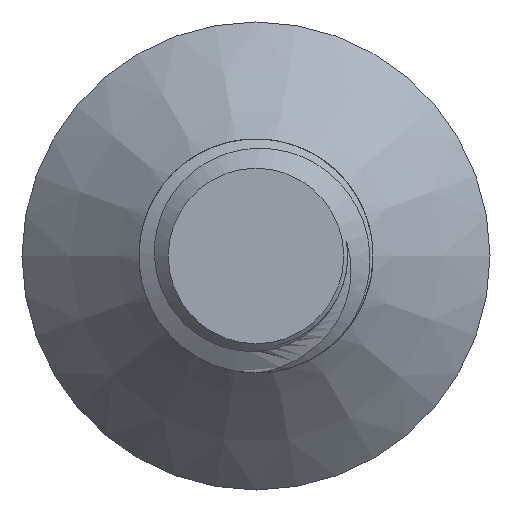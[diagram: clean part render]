
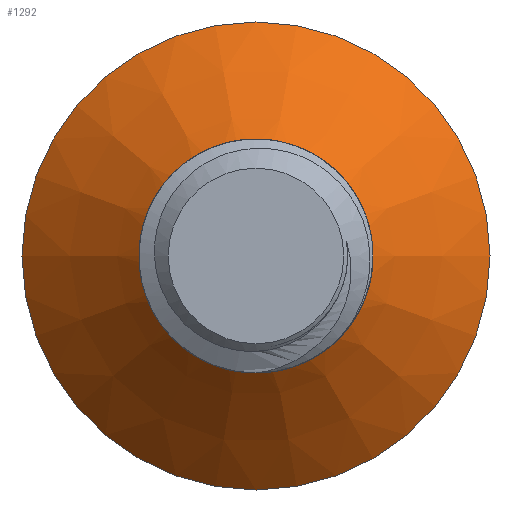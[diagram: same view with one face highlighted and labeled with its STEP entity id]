
A CAD part, left-side view. The second image highlights one B-rep face of the part: STEP entity #1292.
In plain terms, the highlighted conical face has half-angle 45 degrees and reference radius 3 mm.
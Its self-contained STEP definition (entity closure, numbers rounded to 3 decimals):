
#38=CONICAL_SURFACE('',#1384,3.,0.785);
#98=FACE_OUTER_BOUND('',#172,.T.);
#172=EDGE_LOOP('',(#994,#995,#996,#997,#998,#999,#1000,#1001));
#194=CIRCLE('',#1329,3.);
#197=CIRCLE('',#1385,6.);
#198=CIRCLE('',#1386,2.35);
#311=B_SPLINE_CURVE_WITH_KNOTS('',3,(#5549,#5550,#5551,#5552,#5553,#5554,
#5555,#5556,#5557,#5558,#5559,#5560,#5561,#5562,#5563,#5564,#5565,#5566,
#5567,#5568,#5569,#5570,#5571,#5572),.UNSPECIFIED.,.F.,.F.,(4,2,2,2,2,2,
2,2,2,2,2,4),(0.581,0.588,0.639,0.677,
0.705,0.725,0.741,0.752,
0.76,0.768,0.772,0.775),
 .UNSPECIFIED.);
#312=B_SPLINE_CURVE_WITH_KNOTS('',3,(#5574,#5575,#5576,#5577,#5578,#5579,
#5580,#5581,#5582,#5583,#5584,#5585,#5586,#5587),.UNSPECIFIED.,.F.,.F.,
(4,2,2,2,2,2,4),(0.,0.083,0.149,
0.217,0.252,0.306,0.356),
 .UNSPECIFIED.);
#313=B_SPLINE_CURVE_WITH_KNOTS('',3,(#5590,#5591,#5592,#5593,#5594,#5595,
#5596,#5597,#5598,#5599,#5600,#5601,#5602,#5603,#5604,#5605,#5606,#5607),
 .UNSPECIFIED.,.F.,.F.,(4,2,2,2,2,2,2,2,4),(0.,0.062,
0.127,0.223,0.31,0.392,
0.463,0.529,0.581),.UNSPECIFIED.);
#373=LINE('',#5548,#440);
#440=VECTOR('',#1586,3.);
#457=VERTEX_POINT('',#1663);
#458=VERTEX_POINT('',#1674);
#565=VERTEX_POINT('',#5545);
#566=VERTEX_POINT('',#5547);
#567=VERTEX_POINT('',#5573);
#568=VERTEX_POINT('',#5588);
#586=EDGE_CURVE('',#458,#457,#194,.T.);
#744=EDGE_CURVE('',#565,#565,#197,.T.);
#745=EDGE_CURVE('',#565,#566,#373,.T.);
#746=EDGE_CURVE('',#566,#458,#311,.T.);
#747=EDGE_CURVE('',#457,#567,#312,.T.);
#748=EDGE_CURVE('',#567,#568,#198,.T.);
#749=EDGE_CURVE('',#568,#566,#313,.T.);
#994=ORIENTED_EDGE('',*,*,#744,.F.);
#995=ORIENTED_EDGE('',*,*,#745,.T.);
#996=ORIENTED_EDGE('',*,*,#746,.T.);
#997=ORIENTED_EDGE('',*,*,#586,.T.);
#998=ORIENTED_EDGE('',*,*,#747,.T.);
#999=ORIENTED_EDGE('',*,*,#748,.T.);
#1000=ORIENTED_EDGE('',*,*,#749,.T.);
#1001=ORIENTED_EDGE('',*,*,#745,.F.);
#1292=ADVANCED_FACE('',(#98),#38,.T.);
#1329=AXIS2_PLACEMENT_3D('',#1675,#1421,#1422);
#1384=AXIS2_PLACEMENT_3D('',#5544,#1582,#1583);
#1385=AXIS2_PLACEMENT_3D('',#5546,#1584,#1585);
#1386=AXIS2_PLACEMENT_3D('',#5589,#1587,#1588);
#1421=DIRECTION('center_axis',(0.,0.,1.));
#1422=DIRECTION('ref_axis',(0.,-1.,0.));
#1582=DIRECTION('center_axis',(0.,0.,1.));
#1583=DIRECTION('ref_axis',(0.,-1.,0.));
#1584=DIRECTION('center_axis',(0.,0.,1.));
#1585=DIRECTION('ref_axis',(0.,-1.,0.));
#1586=DIRECTION('',(0.,-0.707,-0.707));
#1587=DIRECTION('center_axis',(0.,0.,1.));
#1588=DIRECTION('ref_axis',(1.,0.,0.));
#1663=CARTESIAN_POINT('',(2.851,-0.933,-3.3));
#1674=CARTESIAN_POINT('',(1.357,-2.676,-3.3));
#1675=CARTESIAN_POINT('Origin',(0.,0.,-3.3));
#5544=CARTESIAN_POINT('Origin',(0.,0.,-3.3));
#5545=CARTESIAN_POINT('',(0.,6.,-0.3));
#5546=CARTESIAN_POINT('Origin',(0.,0.,-0.3));
#5547=CARTESIAN_POINT('',(0.,2.635,-3.665));
#5548=CARTESIAN_POINT('',(0.,3.,-3.3));
#5549=CARTESIAN_POINT('Ctrl Pts',(0.,2.635,
-3.665));
#5550=CARTESIAN_POINT('Ctrl Pts',(-0.047,2.637,
-3.663));
#5551=CARTESIAN_POINT('Ctrl Pts',(-0.095,2.638,
-3.661));
#5552=CARTESIAN_POINT('Ctrl Pts',(-0.481,2.631,-3.647));
#5553=CARTESIAN_POINT('Ctrl Pts',(-0.813,2.561,-3.634));
#5554=CARTESIAN_POINT('Ctrl Pts',(-1.35,2.338,-3.611));
#5555=CARTESIAN_POINT('Ctrl Pts',(-1.678,2.167,-3.598));
#5556=CARTESIAN_POINT('Ctrl Pts',(-2.243,1.596,-3.569));
#5557=CARTESIAN_POINT('Ctrl Pts',(-2.437,1.307,-3.556));
#5558=CARTESIAN_POINT('Ctrl Pts',(-2.672,0.759,-3.534));
#5559=CARTESIAN_POINT('Ctrl Pts',(-2.792,0.399,-3.52));
#5560=CARTESIAN_POINT('Ctrl Pts',(-2.799,-0.427,
-3.491));
#5561=CARTESIAN_POINT('Ctrl Pts',(-2.735,-0.779,
-3.478));
#5562=CARTESIAN_POINT('Ctrl Pts',(-2.518,-1.346,-3.456));
#5563=CARTESIAN_POINT('Ctrl Pts',(-2.35,-1.699,-3.442));
#5564=CARTESIAN_POINT('Ctrl Pts',(-1.761,-2.315,-3.414));
#5565=CARTESIAN_POINT('Ctrl Pts',(-1.464,-2.529,-3.401));
#5566=CARTESIAN_POINT('Ctrl Pts',(-0.785,-2.845,
-3.374));
#5567=CARTESIAN_POINT('Ctrl Pts',(-0.407,-2.936,-3.361));
#5568=CARTESIAN_POINT('Ctrl Pts',(0.138,-2.958,-3.343));
#5569=CARTESIAN_POINT('Ctrl Pts',(0.389,-2.956,-3.335));
#5570=CARTESIAN_POINT('Ctrl Pts',(0.923,-2.847,-3.316));
#5571=CARTESIAN_POINT('Ctrl Pts',(1.145,-2.774,-3.308));
#5572=CARTESIAN_POINT('Ctrl Pts',(1.357,-2.676,-3.3));
#5573=CARTESIAN_POINT('',(-1.057,-2.099,-3.95));
#5574=CARTESIAN_POINT('Ctrl Pts',(2.851,-0.933,-3.3));
#5575=CARTESIAN_POINT('Ctrl Pts',(2.734,-1.18,-3.335));
#5576=CARTESIAN_POINT('Ctrl Pts',(2.582,-1.409,-3.371));
#5577=CARTESIAN_POINT('Ctrl Pts',(2.257,-1.779,-3.435));
#5578=CARTESIAN_POINT('Ctrl Pts',(2.05,-1.978,-3.47));
#5579=CARTESIAN_POINT('Ctrl Pts',(1.495,-2.325,-3.556));
#5580=CARTESIAN_POINT('Ctrl Pts',(1.185,-2.446,-3.602));
#5581=CARTESIAN_POINT('Ctrl Pts',(0.691,-2.539,-3.674));
#5582=CARTESIAN_POINT('Ctrl Pts',(0.517,-2.554,-3.699));
#5583=CARTESIAN_POINT('Ctrl Pts',(0.078,-2.55,
-3.762));
#5584=CARTESIAN_POINT('Ctrl Pts',(-0.177,-2.51,
-3.797));
#5585=CARTESIAN_POINT('Ctrl Pts',(-0.65,-2.35,
-3.873));
#5586=CARTESIAN_POINT('Ctrl Pts',(-0.864,-2.24,
-3.911));
#5587=CARTESIAN_POINT('Ctrl Pts',(-1.057,-2.099,-3.95));
#5588=CARTESIAN_POINT('',(0.737,-2.232,-3.95));
#5589=CARTESIAN_POINT('Origin',(0.,0.,-3.95));
#5590=CARTESIAN_POINT('Ctrl Pts',(0.737,-2.232,-3.95));
#5591=CARTESIAN_POINT('Ctrl Pts',(0.934,-2.176,-3.941));
#5592=CARTESIAN_POINT('Ctrl Pts',(1.124,-2.095,-3.932));
#5593=CARTESIAN_POINT('Ctrl Pts',(1.487,-1.879,-3.913));
#5594=CARTESIAN_POINT('Ctrl Pts',(1.656,-1.744,-3.905));
#5595=CARTESIAN_POINT('Ctrl Pts',(2.026,-1.356,-3.883));
#5596=CARTESIAN_POINT('Ctrl Pts',(2.199,-1.084,-3.869));
#5597=CARTESIAN_POINT('Ctrl Pts',(2.419,-0.517,-3.844));
#5598=CARTESIAN_POINT('Ctrl Pts',(2.485,-0.203,-3.831));
#5599=CARTESIAN_POINT('Ctrl Pts',(2.472,0.475,-3.804));
#5600=CARTESIAN_POINT('Ctrl Pts',(2.401,0.801,-3.791));
#5601=CARTESIAN_POINT('Ctrl Pts',(2.154,1.366,-3.765));
#5602=CARTESIAN_POINT('Ctrl Pts',(1.979,1.646,-3.753));
#5603=CARTESIAN_POINT('Ctrl Pts',(1.47,2.141,-3.726));
#5604=CARTESIAN_POINT('Ctrl Pts',(1.181,2.328,-3.712));
#5605=CARTESIAN_POINT('Ctrl Pts',(0.618,2.552,-3.688));
#5606=CARTESIAN_POINT('Ctrl Pts',(0.327,2.624,-3.676));
#5607=CARTESIAN_POINT('Ctrl Pts',(0.,2.635,
-3.665));
